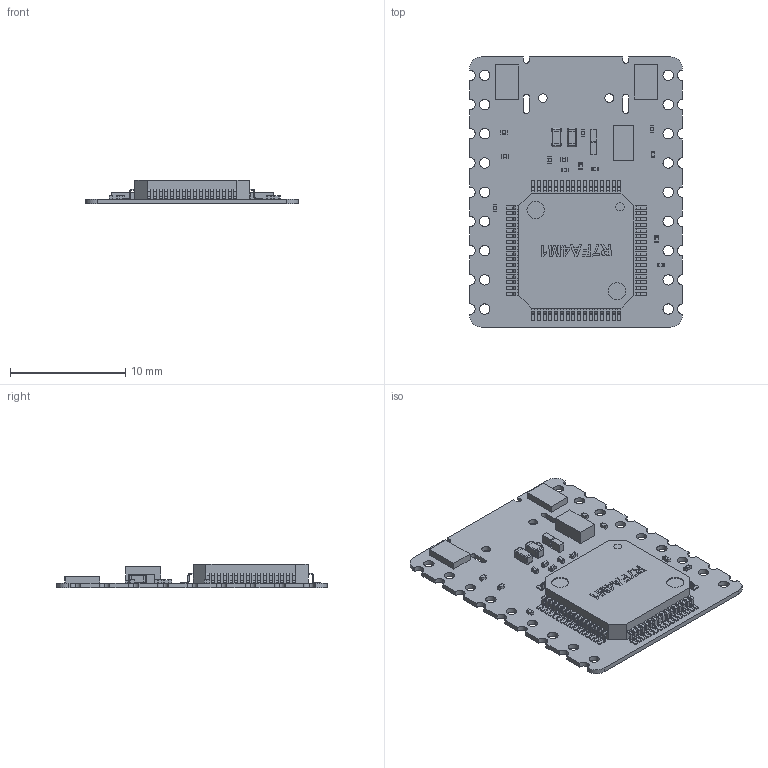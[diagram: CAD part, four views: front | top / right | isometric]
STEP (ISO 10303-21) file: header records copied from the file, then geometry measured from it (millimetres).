
FILE_DESCRIPTION(('Open CASCADE Model'),'2;1');
FILE_NAME('Open CASCADE Shape Model','2025-04-15T16:55:51',('Author'),( 'Open CASCADE'),'Open CASCADE STEP processor 6.8','Open CASCADE 6.8' ,'Unknown');
FILE_SCHEMA(('AUTOMOTIVE_DESIGN { 1 0 10303 214 1 1 1 1 }'));
Length unit declared in the file: millimetre
Products named in the file (43): PCB; Board; Open CASCADE STEP translator 6.8 1.1.1; Open CASCADE STEP translator 6.8 1.1.1.1; C10; User_Library-Chip_Cap_MLCC_0201_(0603); U1; RA4M1_v4; Designator1; 6422462560; Body; Open_CASCADE_STEP_translator_6.8_23.1.1; Leader; 7219473552; Extruded; 6083321808; reset2; 6083324688; reset1; C1; C3; C5; C6; C7; C8; C9; C11; L1; FER-0603; L2; C2; C12; C13; C14; ME6217C33M5G; 6083321488; R3; 6083321008; R13
Assembly tree (120 placements, depth 7):
  PCB
    Board
      Open CASCADE STEP translator 6.8 1.1.1
        Open CASCADE STEP translator 6.8 1.1.1.1
    C10
      User_Library-Chip_Cap_MLCC_0201_(0603)
    U1
      RA4M1_v4
        Designator1
          6422462560
            Body
              Open_CASCADE_STEP_translator_6.8_23.1.1
            Leader  x64
          7219473552
            Extruded
      6083321808
        Extruded
    reset2
      6083324688
        Extruded
    reset1
      6083324688
        Extruded
    C1
      User_Library-Chip_Cap_MLCC_0201_(0603)
    C3
      User_Library-Chip_Cap_MLCC_0201_(0603)
    C5
      User_Library-Chip_Cap_MLCC_0201_(0603)
    C6
      User_Library-Chip_Cap_MLCC_0201_(0603)
    C7
      User_Library-Chip_Cap_MLCC_0201_(0603)
    C8
      User_Library-Chip_Cap_MLCC_0201_(0603)
    C9
      User_Library-Chip_Cap_MLCC_0201_(0603)
    C11
      User_Library-Chip_Cap_MLCC_0201_(0603)
    L1
      FER-0603
    L2
      FER-0603
    C2
      User_Library-Chip_Cap_MLCC_0201_(0603)
    C12
      User_Library-Chip_Cap_MLCC_0201_(0603)
    C13
      User_Library-Chip_Cap_MLCC_0201_(0603)
    C14
      User_Library-Chip_Cap_MLCC_0201_(0603)
    ME6217C33M5G
      6083321488
        Extruded
    R3
      6083321008
        Extruded
    R13
      6083321008
        Extruded
Bounding box: 18.5 x 23.5 x 2.08 mm (x, y, z)
Volume: 351.7 mm3; surface area: 1333.5 mm2
Topology: 88 solids, 88 shells, 2381 faces, 5173 edges, 2886 vertices
Faces by surface type: plane 1590, cylinder 631, bspline 144, sphere 16
Full cylindrical faces by diameter (mm): 0.762 x2, 0.9 x18, 1.5 x2
Entity records: 14310 total; most frequent: CARTESIAN_POINT 3037, DIRECTION 2091, ORIENTED_EDGE 1986, EDGE_CURVE 993, LINE 723, VECTOR 723, AXIS2_PLACEMENT_3D 684, VERTEX_POINT 630
